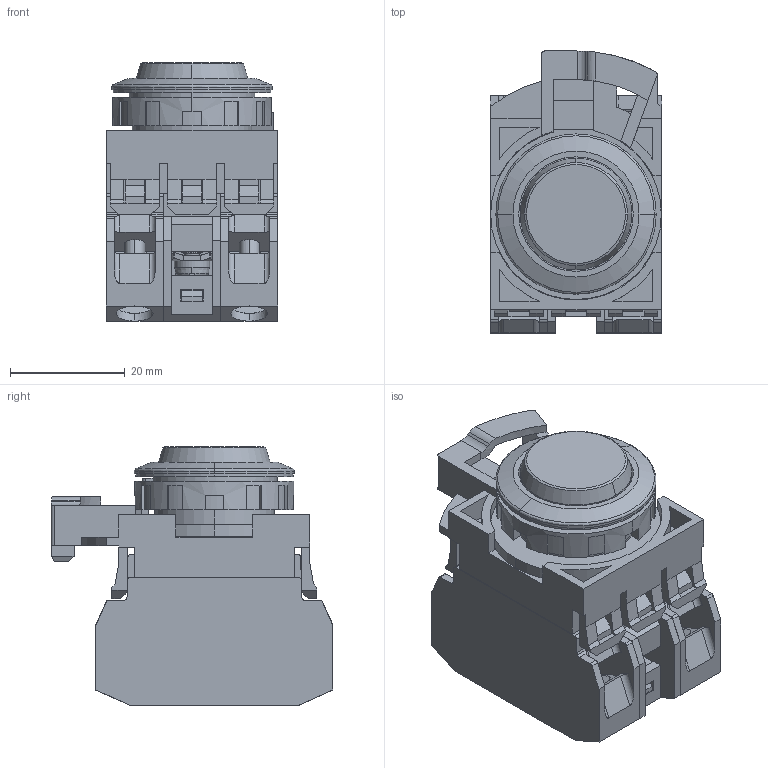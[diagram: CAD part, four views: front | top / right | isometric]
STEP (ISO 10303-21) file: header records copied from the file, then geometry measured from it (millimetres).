
FILE_DESCRIPTION (( 'STEP AP214' ), '1' );
FILE_NAME ('05_CW[1][4]L-M2ExxQ#$.STEP', '2020-09-23T01:48:13', ( 'IDEC' ), ( 'IDEC' ), 'SwSTEP 2.0', 'SolidWorks 2019', '' );
FILE_SCHEMA (( 'AUTOMOTIVE_DESIGN' ));
Length unit declared in the file: millimetre
Products named in the file (7): CW-CN; CW-LOCK-NUT; CW-PB-BODY; YW-Exx(R); 05_CW[1][4]L-M2ExxQ#$; CW-ROUND-EXTEND-LENS; CW-EAQ#
Assembly tree (7 placements, depth 2):
  05_CW[1][4]L-M2ExxQ#$
    CW-PB-BODY
    CW-ROUND-EXTEND-LENS
    CW-CN
    YW-Exx(R)  x2
    CW-EAQ#
    CW-LOCK-NUT
Bounding box: 30 x 49.2 x 45.1 mm (x, y, z)
Volume: 36960.5 mm3; surface area: 24631.8 mm2
Topology: 7 solids, 7 shells, 976 faces, 2671 edges, 1728 vertices
Faces by surface type: plane 668, cylinder 238, bspline 36, cone 34
Entity records: 24699 total; most frequent: CARTESIAN_POINT 5088, ORIENTED_EDGE 4158, DIRECTION 3853, EDGE_CURVE 2079, VECTOR 1535, LINE 1535, VERTEX_POINT 1342, AXIS2_PLACEMENT_3D 1159
